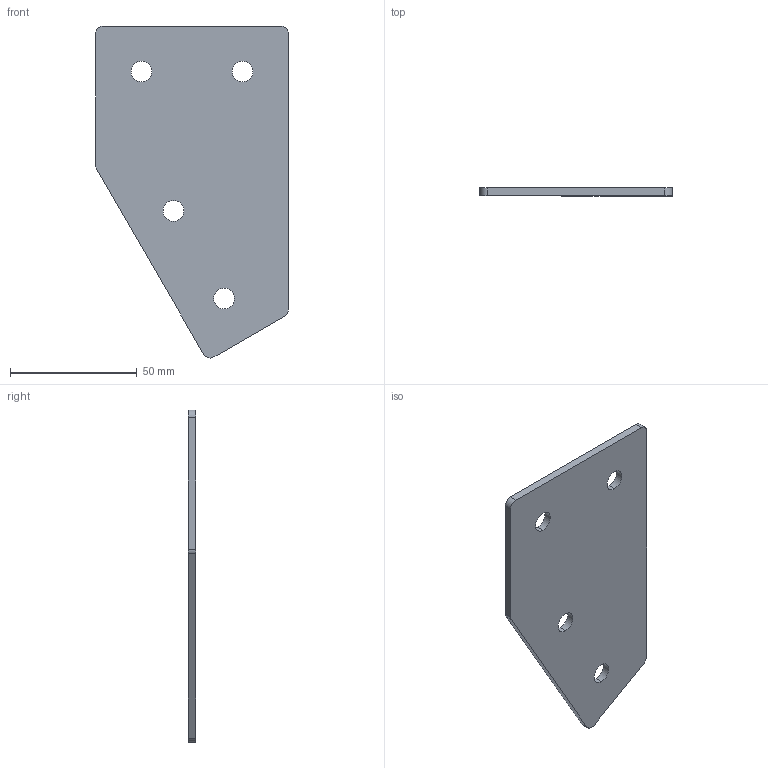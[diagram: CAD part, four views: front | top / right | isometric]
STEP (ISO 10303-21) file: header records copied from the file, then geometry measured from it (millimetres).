
FILE_DESCRIPTION (( 'STEP AP203' ), '1' );
FILE_NAME ('F56 Ó-ñîåäèíèòåëü 60 ãðàäóñîâ 4 îòâ., ïàç 10.step', '2025-08-28T07:54:24', ( '' ), ( '' ), 'SwSTEP 2.0', 'SolidWorks 2025', '' );
FILE_SCHEMA (( 'CONFIG_CONTROL_DESIGN' ));
Length unit declared in the file: millimetre
Products named in the file (2): F56 У-соединитель 60 градусов 4 отв., паз 10; F56 У-соединитель 60 градусов 4 отв., паз 10_00
Assembly tree (1 placements, depth 2):
  F56 У-соединитель 60 градусов 4 отв., паз 10
    F56 У-соединитель 60 градусов 4 отв., паз 10_00
Bounding box: 76 x 3 x 131.17 mm (x, y, z)
Volume: 23571.9 mm3; surface area: 17123.4 mm2
Topology: 1 solids, 1 shells, 20 faces, 54 edges, 36 vertices
Faces by surface type: cylinder 13, plane 7
Entity records: 856 total; most frequent: DIRECTION 128, CARTESIAN_POINT 114, ORIENTED_EDGE 108, EDGE_CURVE 54, AXIS2_PLACEMENT_3D 50, VERTEX_POINT 36, VECTOR 28, LINE 28
